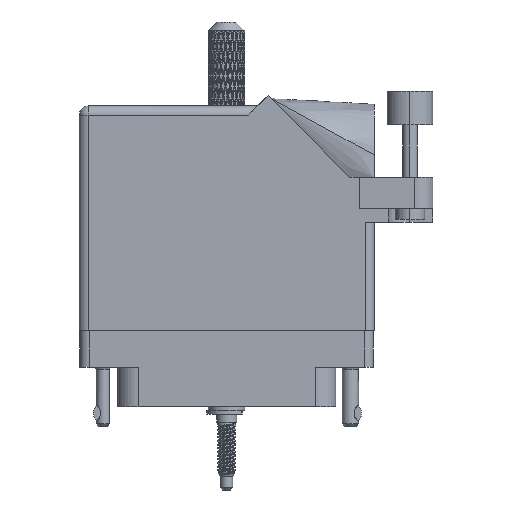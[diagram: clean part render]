
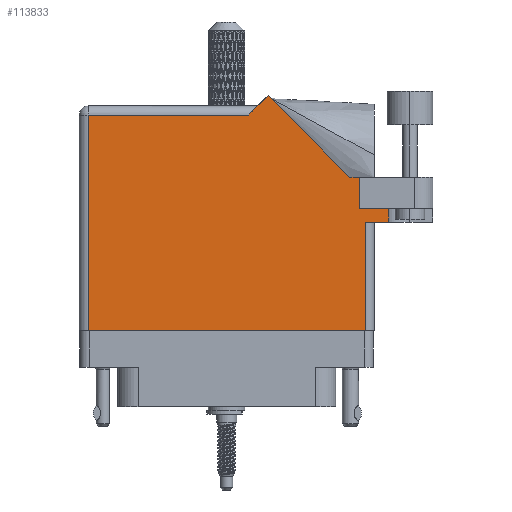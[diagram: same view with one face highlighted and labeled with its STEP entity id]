
A CAD part, front view. The second image highlights one B-rep face of the part: STEP entity #113833.
In plain terms, the highlighted face is planar.
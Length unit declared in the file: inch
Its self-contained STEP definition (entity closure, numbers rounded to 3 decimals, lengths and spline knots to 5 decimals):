
#1867 = FACE_OUTER_BOUND ( 'NONE', #24264, .T. ) ;
#8198 = CARTESIAN_POINT ( 'NONE',  ( 0.905, 0.731, 0.455 ) ) ;
#9261 = PLANE ( 'NONE',  #82921 ) ;
#9637 = DIRECTION ( 'NONE',  ( 0., 0., -1. ) ) ;
#10138 = VECTOR ( 'NONE', #31712, 39.37008 ) ;
#12471 = CARTESIAN_POINT ( 'NONE',  ( 0.943, -0.1, 0.455 ) ) ;
#12567 = DIRECTION ( 'NONE',  ( -0.707, 0.707, 0. ) ) ;
#13184 = DIRECTION ( 'NONE',  ( 1., 0., 0. ) ) ;
#13829 = CARTESIAN_POINT ( 'NONE',  ( -1.005, 1.368, 0.455 ) ) ;
#14741 = LINE ( 'NONE', #49765, #42584 ) ;
#15338 = CARTESIAN_POINT ( 'NONE',  ( 1.1065, 0.637, 0.455 ) ) ;
#15910 = LINE ( 'NONE', #94418, #39603 ) ;
#17562 = DIRECTION ( 'NONE',  ( 1., 0., 0. ) ) ;
#18325 = LINE ( 'NONE', #37483, #57314 ) ;
#22126 = ORIENTED_EDGE ( 'NONE', *, *, #79261, .T. ) ;
#22465 = DIRECTION ( 'NONE',  ( 1., 0., 0. ) ) ;
#22644 = CARTESIAN_POINT ( 'NONE',  ( 0.83942, 0.944, 0.455 ) ) ;
#24054 = ORIENTED_EDGE ( 'NONE', *, *, #77916, .T. ) ;
#24264 = EDGE_LOOP ( 'NONE', ( #42464, #31431, #22126, #60198, #42966, #49051, #24054, #85006, #69771, #87113, #72333 ) ) ;
#27135 = EDGE_CURVE ( 'NONE', #56731, #78472, #18325, .T. ) ;
#27300 = CARTESIAN_POINT ( 'NONE',  ( 0.905, 0.731, 0.455 ) ) ;
#28970 = VERTEX_POINT ( 'NONE', #84389 ) ;
#30432 = LINE ( 'NONE', #73707, #96127 ) ;
#30993 = LINE ( 'NONE', #13829, #10138 ) ;
#31431 = ORIENTED_EDGE ( 'NONE', *, *, #73819, .T. ) ;
#31712 = DIRECTION ( 'NONE',  ( -1., 0., 0. ) ) ;
#32310 = DIRECTION ( 'NONE',  ( 0., -1., 0. ) ) ;
#32992 = CARTESIAN_POINT ( 'NONE',  ( -0.943, -0.1, 0.455 ) ) ;
#34639 = CARTESIAN_POINT ( 'NONE',  ( 0.943, 0.637, 0.455 ) ) ;
#35323 = VERTEX_POINT ( 'NONE', #71050 ) ;
#35900 = LINE ( 'NONE', #8198, #38672 ) ;
#37483 = CARTESIAN_POINT ( 'NONE',  ( 0.212, 1.43, 0.455 ) ) ;
#38672 = VECTOR ( 'NONE', #17562, 39.37008 ) ;
#39603 = VECTOR ( 'NONE', #32310, 39.37008 ) ;
#41989 = DIRECTION ( 'NONE',  ( -1., 0., 0. ) ) ;
#42464 = ORIENTED_EDGE ( 'NONE', *, *, #96095, .T. ) ;
#42584 = VECTOR ( 'NONE', #41989, 39.37008 ) ;
#42966 = ORIENTED_EDGE ( 'NONE', *, *, #56138, .F. ) ;
#44080 = VECTOR ( 'NONE', #22465, 39.37008 ) ;
#44635 = CARTESIAN_POINT ( 'NONE',  ( 1.1065, 0.731, 0.455 ) ) ;
#44681 = CARTESIAN_POINT ( 'NONE',  ( 0.905, 0.731, 0.455 ) ) ;
#48655 = LINE ( 'NONE', #90962, #97652 ) ;
#49051 = ORIENTED_EDGE ( 'NONE', *, *, #81528, .T. ) ;
#49765 = CARTESIAN_POINT ( 'NONE',  ( 1.405, 0.944, 0.455 ) ) ;
#56138 = EDGE_CURVE ( 'NONE', #108816, #89918, #35900, .T. ) ;
#56731 = VERTEX_POINT ( 'NONE', #88056 ) ;
#57314 = VECTOR ( 'NONE', #83147, 39.37008 ) ;
#57925 = CARTESIAN_POINT ( 'NONE',  ( -1.005, -0.1, 0.455 ) ) ;
#59736 = EDGE_CURVE ( 'NONE', #28970, #79417, #15910, .T. ) ;
#60198 = ORIENTED_EDGE ( 'NONE', *, *, #105729, .F. ) ;
#63027 = DIRECTION ( 'NONE',  ( -1., 0., 0. ) ) ;
#63206 = DIRECTION ( 'NONE',  ( 0., -1., 0. ) ) ;
#65489 = VERTEX_POINT ( 'NONE', #15338 ) ;
#66319 = VECTOR ( 'NONE', #13184, 39.37008 ) ;
#67439 = LINE ( 'NONE', #44681, #80021 ) ;
#69771 = ORIENTED_EDGE ( 'NONE', *, *, #27135, .T. ) ;
#69853 = EDGE_CURVE ( 'NONE', #78472, #28970, #30993, .T. ) ;
#71050 = CARTESIAN_POINT ( 'NONE',  ( 0.83942, 0.944, 0.455 ) ) ;
#71623 = CARTESIAN_POINT ( 'NONE',  ( -1.005, 1.43, 0.455 ) ) ;
#72333 = ORIENTED_EDGE ( 'NONE', *, *, #59736, .T. ) ;
#73707 = CARTESIAN_POINT ( 'NONE',  ( 0.943, 0.637, 0.455 ) ) ;
#73819 = EDGE_CURVE ( 'NONE', #85152, #99403, #30432, .T. ) ;
#75296 = VERTEX_POINT ( 'NONE', #79574 ) ;
#77569 = LINE ( 'NONE', #57925, #44080 ) ;
#77916 = EDGE_CURVE ( 'NONE', #75296, #35323, #14741, .T. ) ;
#78472 = VERTEX_POINT ( 'NONE', #84730 ) ;
#79261 = EDGE_CURVE ( 'NONE', #99403, #65489, #90154, .T. ) ;
#79417 = VERTEX_POINT ( 'NONE', #32992 ) ;
#79574 = CARTESIAN_POINT ( 'NONE',  ( 0.905, 0.944, 0.455 ) ) ;
#80021 = VECTOR ( 'NONE', #98576, 39.37008 ) ;
#81528 = EDGE_CURVE ( 'NONE', #108816, #75296, #67439, .T. ) ;
#82921 = AXIS2_PLACEMENT_3D ( 'NONE', #71623, #9637, #63027 ) ;
#83147 = DIRECTION ( 'NONE',  ( -0.707, -0.707, 0. ) ) ;
#84389 = CARTESIAN_POINT ( 'NONE',  ( -0.943, 1.368, 0.455 ) ) ;
#84730 = CARTESIAN_POINT ( 'NONE',  ( 0.15, 1.368, 0.455 ) ) ;
#85006 = ORIENTED_EDGE ( 'NONE', *, *, #92310, .T. ) ;
#85152 = VERTEX_POINT ( 'NONE', #12471 ) ;
#86538 = VECTOR ( 'NONE', #12567, 39.37008 ) ;
#87113 = ORIENTED_EDGE ( 'NONE', *, *, #69853, .T. ) ;
#88056 = CARTESIAN_POINT ( 'NONE',  ( 0.28271, 1.50071, 0.455 ) ) ;
#89918 = VERTEX_POINT ( 'NONE', #44635 ) ;
#90154 = LINE ( 'NONE', #90876, #66319 ) ;
#90827 = LINE ( 'NONE', #22644, #86538 ) ;
#90876 = CARTESIAN_POINT ( 'NONE',  ( 1.005, 0.637, 0.455 ) ) ;
#90962 = CARTESIAN_POINT ( 'NONE',  ( 1.1065, 1.06177, 0.455 ) ) ;
#92310 = EDGE_CURVE ( 'NONE', #35323, #56731, #90827, .T. ) ;
#94418 = CARTESIAN_POINT ( 'NONE',  ( -0.943, -0.1, 0.455 ) ) ;
#96095 = EDGE_CURVE ( 'NONE', #79417, #85152, #77569, .T. ) ;
#96127 = VECTOR ( 'NONE', #100648, 39.37008 ) ;
#97652 = VECTOR ( 'NONE', #63206, 39.37008 ) ;
#98576 = DIRECTION ( 'NONE',  ( 0., 1., 0. ) ) ;
#99403 = VERTEX_POINT ( 'NONE', #34639 ) ;
#100648 = DIRECTION ( 'NONE',  ( 0., 1., 0. ) ) ;
#105729 = EDGE_CURVE ( 'NONE', #89918, #65489, #48655, .T. ) ;
#108816 = VERTEX_POINT ( 'NONE', #27300 ) ;
#113833 = ADVANCED_FACE ( 'NONE', ( #1867 ), #9261, .F. ) ;
